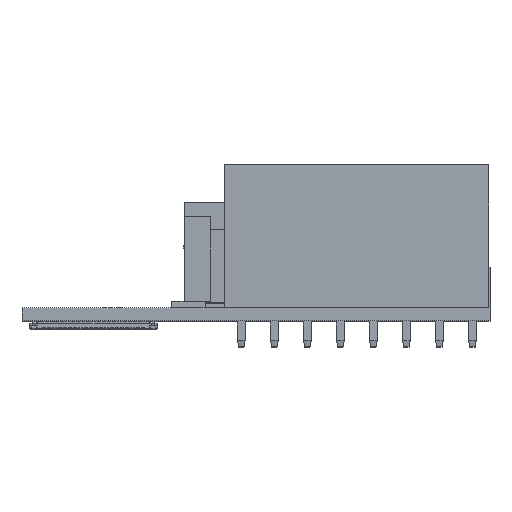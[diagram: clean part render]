
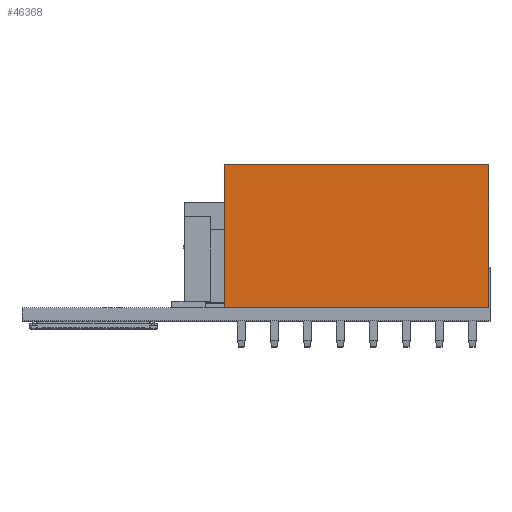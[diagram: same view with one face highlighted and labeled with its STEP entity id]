
A CAD part, top view. The second image highlights one B-rep face of the part: STEP entity #46368.
In plain terms, the highlighted planar face has unit normal (0, 0, 1).
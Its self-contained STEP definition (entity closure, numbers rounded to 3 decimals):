
#42347=DIRECTION('',(0.,1.,0.));
#42348=VECTOR('',#42347,11.);
#42349=CARTESIAN_POINT('',(19.05,0.,1.27));
#42350=LINE('',#42349,#42348);
#42354=DIRECTION('',(1.,0.,0.));
#42355=VECTOR('',#42354,20.32);
#42356=CARTESIAN_POINT('',(-1.27,11.,1.27));
#42357=LINE('',#42356,#42355);
#42361=DIRECTION('',(-1.,0.,0.));
#42362=VECTOR('',#42361,20.32);
#42363=CARTESIAN_POINT('',(19.05,0.,1.27));
#42364=LINE('',#42363,#42362);
#42368=DIRECTION('',(0.,1.,0.));
#42369=VECTOR('',#42368,11.);
#42370=CARTESIAN_POINT('',(-1.27,0.,1.27));
#42371=LINE('',#42370,#42369);
#42796=CARTESIAN_POINT('',(-1.27,0.,1.27));
#42798=VERTEX_POINT('',#42796);
#42848=CARTESIAN_POINT('',(-1.27,11.,1.27));
#42850=VERTEX_POINT('',#42848);
#43163=CARTESIAN_POINT('',(19.05,0.,1.27));
#43165=VERTEX_POINT('',#43163);
#43199=CARTESIAN_POINT('',(19.05,11.,1.27));
#43201=VERTEX_POINT('',#43199);
#46356=CARTESIAN_POINT('',(-1.27,0.,1.27));
#46357=DIRECTION('',(0.,0.,1.));
#46358=DIRECTION('',(1.,0.,0.));
#46359=AXIS2_PLACEMENT_3D('',#46356,#46357,#46358);
#46360=PLANE('',#46359);
#46361=ORIENTED_EDGE('',*,*,#43930,.T.);
#46362=ORIENTED_EDGE('',*,*,#46348,.F.);
#46363=ORIENTED_EDGE('',*,*,#43392,.T.);
#46365=ORIENTED_EDGE('',*,*,#46364,.T.);
#46366=EDGE_LOOP('',(#46361,#46362,#46363,#46365));
#46367=FACE_OUTER_BOUND('',#46366,.F.);
#43392=EDGE_CURVE('',#43165,#42798,#42364,.T.);
#43930=EDGE_CURVE('',#42850,#43201,#42357,.T.);
#46348=EDGE_CURVE('',#43165,#43201,#42350,.T.);
#46364=EDGE_CURVE('',#42798,#42850,#42371,.T.);
#46368=ADVANCED_FACE('',(#46367),#46360,.T.);
